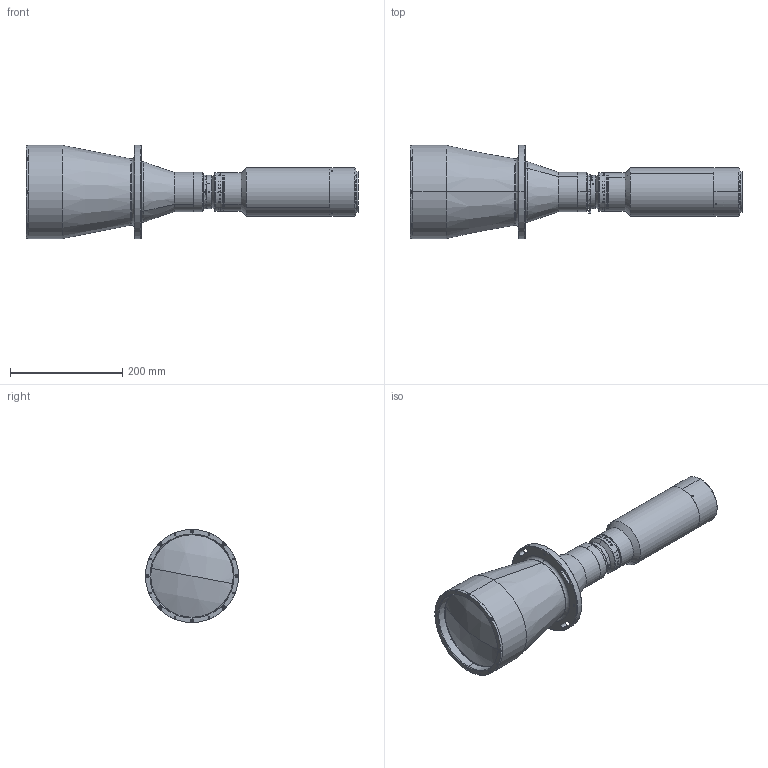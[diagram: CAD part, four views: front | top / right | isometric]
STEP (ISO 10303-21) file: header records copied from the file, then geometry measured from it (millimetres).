
FILE_DESCRIPTION (( 'STEP AP203' ), '1' );
FILE_NAME ('XF-PTL12262-M72-11.48-VI.STEP', '2019-06-13T07:51:48', ( 'canrill005' ), ( '' ), 'SwSTEP 2.0', 'SolidWorks 2014', '' );
FILE_SCHEMA (( 'CONFIG_CONTROL_DESIGN' ));
Length unit declared in the file: millimetre
Products named in the file (2): XF-PTL12262-M72-11.48-VI
Bounding box: 591.72 x 166 x 166 mm (x, y, z)
Surface area: 292206 mm2 (no closed solid volume)
Topology: 0 solids, 87 shells, 405 faces, 2267 edges, 1925 vertices
Faces by surface type: cylinder 225, plane 114, cone 56, torus 8, sphere 2
Entity records: 34860 total; most frequent: CARTESIAN_POINT 17907, DIRECTION 3333, ORIENTED_EDGE 2977, EDGE_CURVE 2263, VERTEX_POINT 1925, AXIS2_PLACEMENT_3D 1278, CIRCLE 871, VECTOR 777
